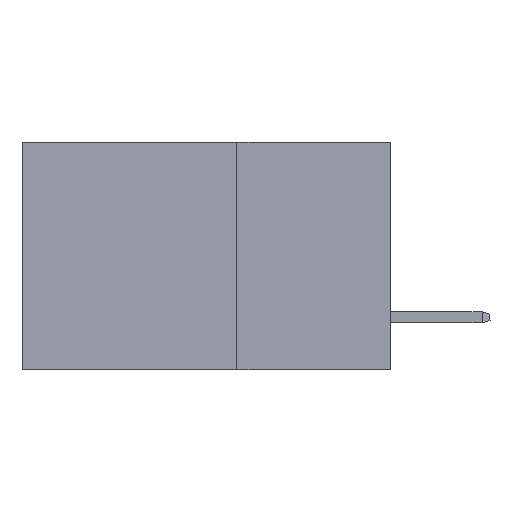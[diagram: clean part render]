
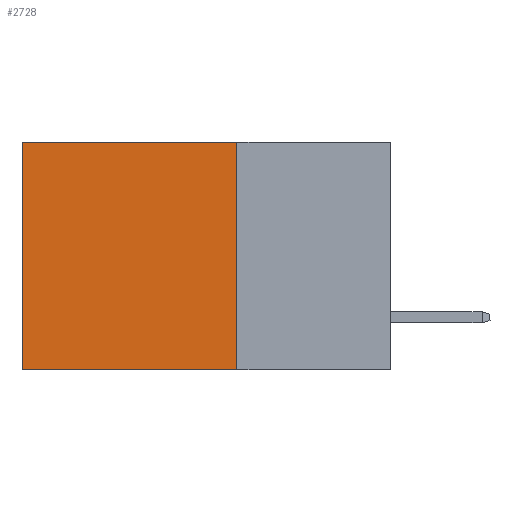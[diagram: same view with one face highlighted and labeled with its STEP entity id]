
A CAD part, left-side view. The second image highlights one B-rep face of the part: STEP entity #2728.
In plain terms, the highlighted planar face has unit normal (-1, 0, 0).
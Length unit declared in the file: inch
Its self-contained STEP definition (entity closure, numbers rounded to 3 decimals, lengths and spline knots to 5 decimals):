
#142 = EDGE_LOOP ( 'NONE', ( #4835, #597, #2954, #7433 ) ) ;
#346 = DIRECTION ( 'NONE',  ( 0., 0., -1. ) ) ;
#356 = DIRECTION ( 'NONE',  ( 1., 0., 0. ) ) ;
#367 = EDGE_CURVE ( 'NONE', #10196, #2364, #4270, .T. ) ;
#372 = PLANE ( 'NONE',  #8426 ) ;
#426 = CARTESIAN_POINT ( 'NONE',  ( 0.2875, 0.25, 0. ) ) ;
#597 = ORIENTED_EDGE ( 'NONE', *, *, #5608, .F. ) ;
#1790 = DIRECTION ( 'NONE',  ( 0., 0., -1. ) ) ;
#1903 = VECTOR ( 'NONE', #1790, 39.37008 ) ;
#1904 = VERTEX_POINT ( 'NONE', #5031 ) ;
#2364 = VERTEX_POINT ( 'NONE', #2892 ) ;
#2728 = ADVANCED_FACE ( 'NONE', ( #4461 ), #372, .F. ) ;
#2892 = CARTESIAN_POINT ( 'NONE',  ( 0.2875, 0.25, -0.37 ) ) ;
#2954 = ORIENTED_EDGE ( 'NONE', *, *, #367, .F. ) ;
#3026 = CARTESIAN_POINT ( 'NONE',  ( 0.2875, 0.25, -0.37 ) ) ;
#3654 = LINE ( 'NONE', #3026, #4159 ) ;
#4159 = VECTOR ( 'NONE', #7785, 39.37008 ) ;
#4270 = LINE ( 'NONE', #7903, #8231 ) ;
#4461 = FACE_OUTER_BOUND ( 'NONE', #142, .T. ) ;
#4560 = CARTESIAN_POINT ( 'NONE',  ( 0.2875, 0.25, 0. ) ) ;
#4749 = CARTESIAN_POINT ( 'NONE',  ( 0.2875, 0.25, 0. ) ) ;
#4835 = ORIENTED_EDGE ( 'NONE', *, *, #7526, .T. ) ;
#5031 = CARTESIAN_POINT ( 'NONE',  ( 0.2875, 0.6, -0.37 ) ) ;
#5608 = EDGE_CURVE ( 'NONE', #2364, #1904, #3654, .T. ) ;
#5944 = LINE ( 'NONE', #6652, #1903 ) ;
#6652 = CARTESIAN_POINT ( 'NONE',  ( 0.2875, 0.6, 0. ) ) ;
#6943 = LINE ( 'NONE', #4749, #8780 ) ;
#7433 = ORIENTED_EDGE ( 'NONE', *, *, #7937, .T. ) ;
#7526 = EDGE_CURVE ( 'NONE', #9468, #1904, #5944, .T. ) ;
#7626 = CARTESIAN_POINT ( 'NONE',  ( 0.2875, 0.6, 0. ) ) ;
#7785 = DIRECTION ( 'NONE',  ( 0., 1., 0. ) ) ;
#7903 = CARTESIAN_POINT ( 'NONE',  ( 0.2875, 0.25, 0. ) ) ;
#7936 = DIRECTION ( 'NONE',  ( 0., 0., -1. ) ) ;
#7937 = EDGE_CURVE ( 'NONE', #10196, #9468, #6943, .T. ) ;
#8231 = VECTOR ( 'NONE', #7936, 39.37008 ) ;
#8426 = AXIS2_PLACEMENT_3D ( 'NONE', #426, #356, #346 ) ;
#8690 = DIRECTION ( 'NONE',  ( 0., 1., 0. ) ) ;
#8780 = VECTOR ( 'NONE', #8690, 39.37008 ) ;
#9468 = VERTEX_POINT ( 'NONE', #7626 ) ;
#10196 = VERTEX_POINT ( 'NONE', #4560 ) ;
